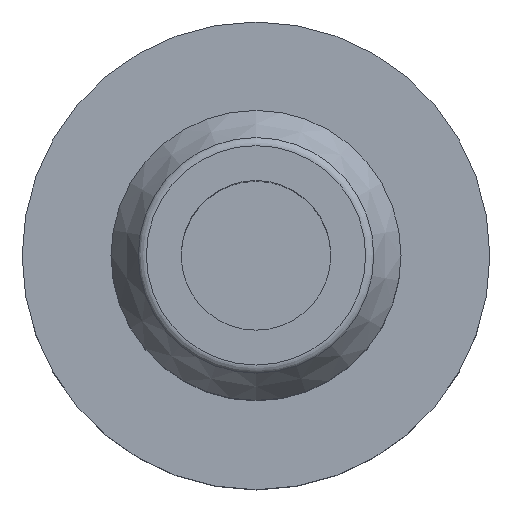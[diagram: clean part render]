
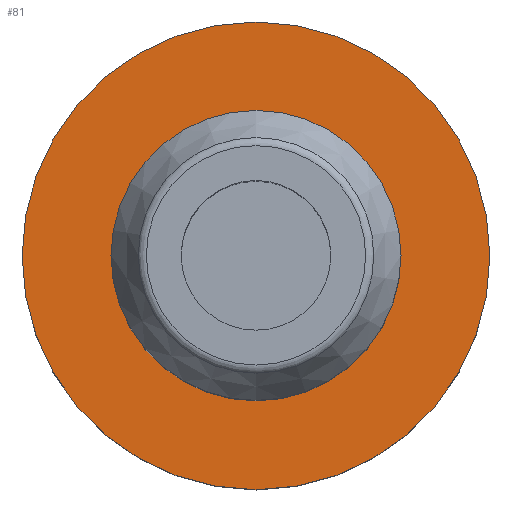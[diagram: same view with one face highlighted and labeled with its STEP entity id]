
A CAD part, top view. The second image highlights one B-rep face of the part: STEP entity #81.
In plain terms, the highlighted planar face has unit normal (0, 0, 1).
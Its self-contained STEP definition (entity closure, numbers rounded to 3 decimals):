
#62=FACE_BOUND('',#109,.T.);
#63=FACE_BOUND('',#110,.T.);
#81=ADVANCED_FACE('',(#62,#63),#91,.T.);
#91=PLANE('',#203);
#109=EDGE_LOOP('',(#135));
#110=EDGE_LOOP('',(#136));
#135=ORIENTED_EDGE('',*,*,#167,.T.);
#136=ORIENTED_EDGE('',*,*,#168,.F.);
#154=VERTEX_POINT('',#291);
#155=VERTEX_POINT('',#294);
#167=EDGE_CURVE('',#154,#154,#180,.T.);
#168=EDGE_CURVE('',#155,#155,#181,.T.);
#180=CIRCLE('',#200,25.);
#181=CIRCLE('',#202,15.5);
#200=AXIS2_PLACEMENT_3D('',#290,#241,#242);
#202=AXIS2_PLACEMENT_3D('',#293,#245,#246);
#203=AXIS2_PLACEMENT_3D('',#295,#247,#248);
#241=DIRECTION('',(0.,0.,1.));
#242=DIRECTION('',(0.,-1.,0.));
#245=DIRECTION('',(0.,0.,1.));
#246=DIRECTION('',(0.,-1.,0.));
#247=DIRECTION('',(0.,0.,1.));
#248=DIRECTION('',(0.,-1.,0.));
#290=CARTESIAN_POINT('',(0.,0.,15.5));
#291=CARTESIAN_POINT('',(0.,-25.,15.5));
#293=CARTESIAN_POINT('',(0.,0.,15.5));
#294=CARTESIAN_POINT('',(0.,-15.5,15.5));
#295=CARTESIAN_POINT('',(0.,15.5,15.5));
